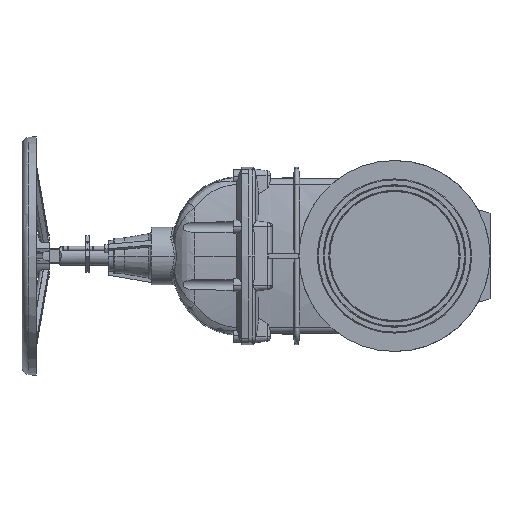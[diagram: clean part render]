
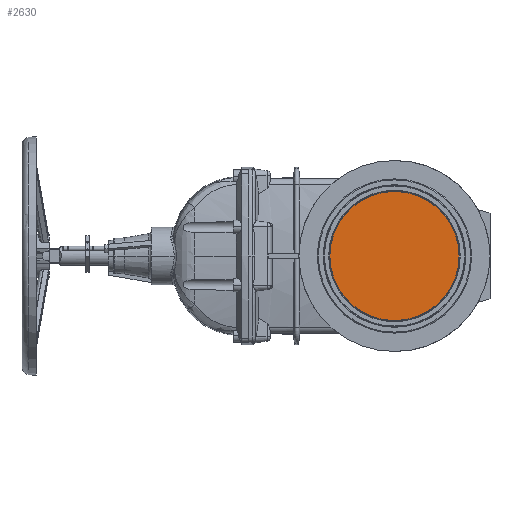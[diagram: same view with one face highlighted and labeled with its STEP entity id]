
A CAD part, left-side view. The second image highlights one B-rep face of the part: STEP entity #2630.
In plain terms, the highlighted planar face has unit normal (-1, 0, 0).
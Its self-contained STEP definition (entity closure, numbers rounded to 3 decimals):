
#230 = CARTESIAN_POINT ( 'NONE',  ( -125., 0., 0. ) ) ;
#231 = DIRECTION ( 'NONE',  ( 1., 0., 0. ) ) ;
#232 = DIRECTION ( 'NONE',  ( 0., 0., -1. ) ) ;
#1527 = CIRCLE ( 'NONE', #16381, 135.25 ) ;
#1769 = CIRCLE ( 'NONE', #23780, 135.25 ) ;
#2630 = ADVANCED_FACE ( 'NONE', ( #7628 ), #23245, .T. ) ;
#3989 = VERTEX_POINT ( 'NONE', #15758 ) ;
#4191 = VERTEX_POINT ( 'NONE', #15666 ) ;
#4581 = AXIS2_PLACEMENT_3D ( 'NONE', #23254, #23243, #23242 ) ;
#7628 = FACE_OUTER_BOUND ( 'NONE', #26002, .T. ) ;
#15666 = CARTESIAN_POINT ( 'NONE',  ( -125., 0., -135.25 ) ) ;
#15758 = CARTESIAN_POINT ( 'NONE',  ( -125., 0., 135.25 ) ) ;
#16381 = AXIS2_PLACEMENT_3D ( 'NONE', #230, #231, #232 ) ;
#21692 = EDGE_CURVE ( 'NONE', #4191, #3989, #1527, .T. ) ;
#23242 = DIRECTION ( 'NONE',  ( 0., 0., 1. ) ) ;
#23243 = DIRECTION ( 'NONE',  ( -1., 0., 0. ) ) ;
#23245 = PLANE ( 'NONE',  #4581 ) ;
#23254 = CARTESIAN_POINT ( 'NONE',  ( -125., -159.5, 0. ) ) ;
#23780 = AXIS2_PLACEMENT_3D ( 'NONE', #24499, #24500, #24501 ) ;
#24168 = ORIENTED_EDGE ( 'NONE', *, *, #25198, .F. ) ;
#24169 = ORIENTED_EDGE ( 'NONE', *, *, #21692, .F. ) ;
#24499 = CARTESIAN_POINT ( 'NONE',  ( -125., 0., 0. ) ) ;
#24500 = DIRECTION ( 'NONE',  ( 1., 0., 0. ) ) ;
#24501 = DIRECTION ( 'NONE',  ( 0., 0., -1. ) ) ;
#25198 = EDGE_CURVE ( 'NONE', #3989, #4191, #1769, .T. ) ;
#26002 = EDGE_LOOP ( 'NONE', ( #24169, #24168 ) ) ;
